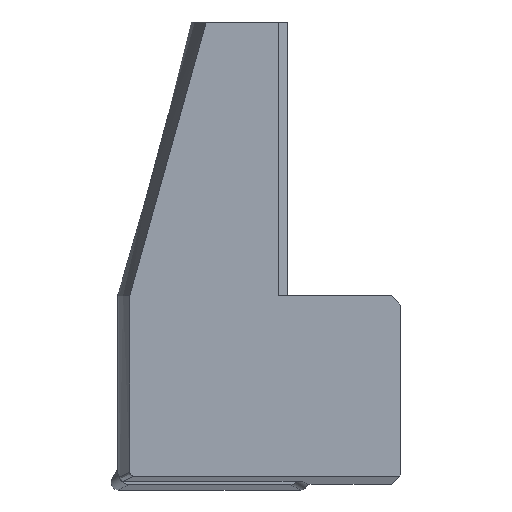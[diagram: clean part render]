
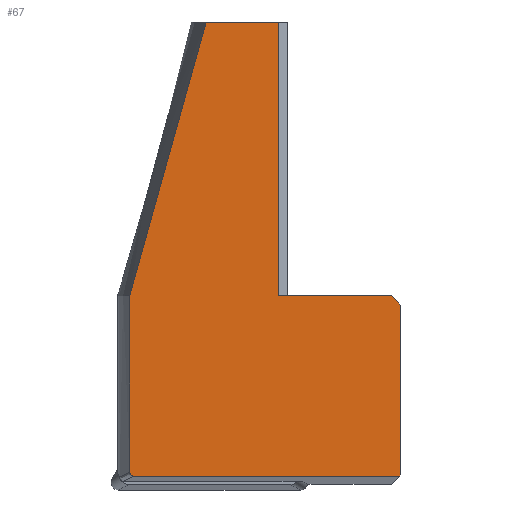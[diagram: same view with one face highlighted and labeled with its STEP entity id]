
A CAD part, front view. The second image highlights one B-rep face of the part: STEP entity #67.
In plain terms, the highlighted planar face has unit normal (0, -1, 0).
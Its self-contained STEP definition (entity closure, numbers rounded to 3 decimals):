
#67=ADVANCED_FACE('',(#119),#94,.F.);
#94=PLANE('',#607);
#119=FACE_OUTER_BOUND('',#148,.T.);
#148=EDGE_LOOP('',(#204,#205,#206,#207,#208,#209,#210,#211,#212,#213));
#175=B_SPLINE_CURVE_WITH_KNOTS('',3,(#839,#840,#841,#842,#843,#844,#845,
#846,#847,#848,#849,#850,#851,#852,#853,#854,#855,#856),.UNSPECIFIED.,.F.,
 .F.,(4,1,1,1,1,1,1,1,1,1,1,1,1,1,1,4),(0.,0.067,0.133,
0.2,0.267,0.333,0.4,0.467,0.533,
0.6,0.667,0.733,0.8,0.867,0.933,
1.),.UNSPECIFIED.);
#178=B_SPLINE_CURVE_WITH_KNOTS('',3,(#924,#925,#926,#927,#928,#929,#930,
#931),.UNSPECIFIED.,.F.,.F.,(4,1,1,1,1,4),(0.,0.2,0.4,0.6,0.8,1.),
 .UNSPECIFIED.);
#204=ORIENTED_EDGE('',*,*,#402,.T.);
#205=ORIENTED_EDGE('',*,*,#403,.F.);
#206=ORIENTED_EDGE('',*,*,#404,.F.);
#207=ORIENTED_EDGE('',*,*,#405,.F.);
#208=ORIENTED_EDGE('',*,*,#394,.F.);
#209=ORIENTED_EDGE('',*,*,#392,.F.);
#210=ORIENTED_EDGE('',*,*,#389,.F.);
#211=ORIENTED_EDGE('',*,*,#406,.F.);
#212=ORIENTED_EDGE('',*,*,#407,.T.);
#213=ORIENTED_EDGE('',*,*,#408,.T.);
#338=VERTEX_POINT('',#796);
#339=VERTEX_POINT('',#798);
#341=VERTEX_POINT('',#857);
#342=VERTEX_POINT('',#899);
#348=VERTEX_POINT('',#918);
#349=VERTEX_POINT('',#919);
#350=VERTEX_POINT('',#921);
#351=VERTEX_POINT('',#923);
#352=VERTEX_POINT('',#933);
#353=VERTEX_POINT('',#935);
#389=EDGE_CURVE('',#338,#339,#465,.T.);
#392=EDGE_CURVE('',#339,#341,#175,.T.);
#394=EDGE_CURVE('',#341,#342,#466,.T.);
#402=EDGE_CURVE('',#348,#349,#471,.T.);
#403=EDGE_CURVE('',#350,#349,#472,.T.);
#404=EDGE_CURVE('',#351,#350,#473,.T.);
#405=EDGE_CURVE('',#342,#351,#178,.T.);
#406=EDGE_CURVE('',#352,#338,#474,.T.);
#407=EDGE_CURVE('',#352,#353,#475,.T.);
#408=EDGE_CURVE('',#353,#348,#476,.T.);
#465=LINE('',#797,#523);
#466=LINE('',#898,#524);
#471=LINE('',#917,#529);
#472=LINE('',#920,#530);
#473=LINE('',#922,#531);
#474=LINE('',#932,#532);
#475=LINE('',#934,#533);
#476=LINE('',#936,#534);
#523=VECTOR('',#653,1.);
#524=VECTOR('',#656,1.);
#529=VECTOR('',#669,1.);
#530=VECTOR('',#670,1.);
#531=VECTOR('',#671,1.);
#532=VECTOR('',#672,1.);
#533=VECTOR('',#673,1.);
#534=VECTOR('',#674,1.);
#607=AXIS2_PLACEMENT_3D('',#937,#675,#676);
#653=DIRECTION('',(-1.,0.,0.));
#656=DIRECTION('',(0.,0.,1.));
#669=DIRECTION('',(-1.,0.,0.));
#670=DIRECTION('',(0.,0.,-1.));
#671=DIRECTION('',(1.,0.,0.));
#672=DIRECTION('',(-0.707,0.,-0.707));
#673=DIRECTION('',(0.,0.,1.));
#674=DIRECTION('',(-0.707,0.,0.707));
#675=DIRECTION('',(0.,1.,0.));
#676=DIRECTION('',(0.,0.,1.));
#796=CARTESIAN_POINT('',(5.937,-5.,-9.563));
#797=CARTESIAN_POINT('',(5.937,-5.,-9.563));
#798=CARTESIAN_POINT('',(-8.163,-5.,-9.563));
#839=CARTESIAN_POINT('',(-8.163,-5.,-9.563));
#840=CARTESIAN_POINT('',(-8.17,-5.,-9.563));
#841=CARTESIAN_POINT('',(-8.185,-5.,-9.562));
#842=CARTESIAN_POINT('',(-8.206,-5.,-9.558));
#843=CARTESIAN_POINT('',(-8.227,-5.,-9.553));
#844=CARTESIAN_POINT('',(-8.247,-5.,-9.545));
#845=CARTESIAN_POINT('',(-8.266,-5.,-9.536));
#846=CARTESIAN_POINT('',(-8.283,-5.,-9.525));
#847=CARTESIAN_POINT('',(-8.3,-5.,-9.512));
#848=CARTESIAN_POINT('',(-8.314,-5.,-9.497));
#849=CARTESIAN_POINT('',(-8.328,-5.,-9.481));
#850=CARTESIAN_POINT('',(-8.339,-5.,-9.464));
#851=CARTESIAN_POINT('',(-8.348,-5.,-9.446));
#852=CARTESIAN_POINT('',(-8.356,-5.,-9.427));
#853=CARTESIAN_POINT('',(-8.361,-5.,-9.407));
#854=CARTESIAN_POINT('',(-8.364,-5.,-9.387));
#855=CARTESIAN_POINT('',(-8.365,-5.,-9.373));
#856=CARTESIAN_POINT('',(-8.365,-5.,-9.366));
#857=CARTESIAN_POINT('',(-8.365,-5.,-9.366));
#898=CARTESIAN_POINT('',(-8.365,-5.,-9.366));
#899=CARTESIAN_POINT('',(-8.365,-5.,0.));
#917=CARTESIAN_POINT('',(5.5,-5.,0.));
#918=CARTESIAN_POINT('',(5.5,-5.,0.));
#919=CARTESIAN_POINT('',(-0.5,-5.,0.));
#920=CARTESIAN_POINT('',(-0.5,-5.,14.5));
#921=CARTESIAN_POINT('',(-0.5,-5.,14.5));
#922=CARTESIAN_POINT('',(-4.319,-5.,14.5));
#923=CARTESIAN_POINT('',(-4.319,-5.,14.5));
#924=CARTESIAN_POINT('',(-8.365,-5.,0.));
#925=CARTESIAN_POINT('',(-8.049,-5.,1.142));
#926=CARTESIAN_POINT('',(-7.436,-5.,3.352));
#927=CARTESIAN_POINT('',(-6.579,-5.,6.436));
#928=CARTESIAN_POINT('',(-5.775,-5.,9.316));
#929=CARTESIAN_POINT('',(-5.021,-5.,12.006));
#930=CARTESIAN_POINT('',(-4.548,-5.,13.688));
#931=CARTESIAN_POINT('',(-4.319,-5.,14.5));
#932=CARTESIAN_POINT('',(6.,-5.,-9.5));
#933=CARTESIAN_POINT('',(6.,-5.,-9.5));
#934=CARTESIAN_POINT('',(6.,-5.,-9.5));
#935=CARTESIAN_POINT('',(6.,-5.,-0.5));
#936=CARTESIAN_POINT('',(6.,-5.,-0.5));
#937=CARTESIAN_POINT('',(-11.207,-5.,-10.));
